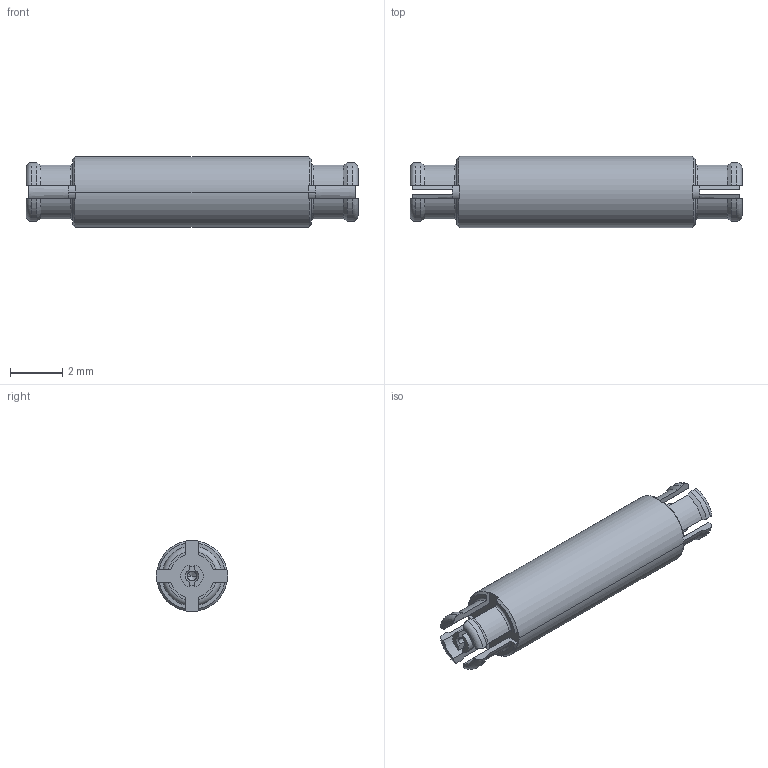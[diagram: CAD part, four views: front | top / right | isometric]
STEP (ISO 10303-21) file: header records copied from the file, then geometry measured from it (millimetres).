
FILE_DESCRIPTION((''),'2;1');
FILE_NAME('925-166A-51S_SW0001','2018-07-19T',('Kaviyarasan'),(''),'CREO PARAMETRIC BY PTC INC, 2017020','CREO PARAMETRIC BY PTC INC, 2017020','');
FILE_SCHEMA(('CONFIG_CONTROL_DESIGN'));
Length unit declared in the file: inch
Products named in the file (1): 925-166A-51S_SW0001
Bounding box: 12.7 x 2.72 x 2.71 mm (x, y, z)
Volume: 56.6 mm3; surface area: 138.8 mm2
Topology: 1 solids, 1 shells, 128 faces, 366 edges, 238 vertices
Faces by surface type: plane 50, cylinder 34, cone 28, torus 16
Entity records: 4508 total; most frequent: CARTESIAN_POINT 1178, ORIENTED_EDGE 724, DIRECTION 670, EDGE_CURVE 362, AXIS2_PLACEMENT_3D 260, VERTEX_POINT 238, VECTOR 150, LINE 150
